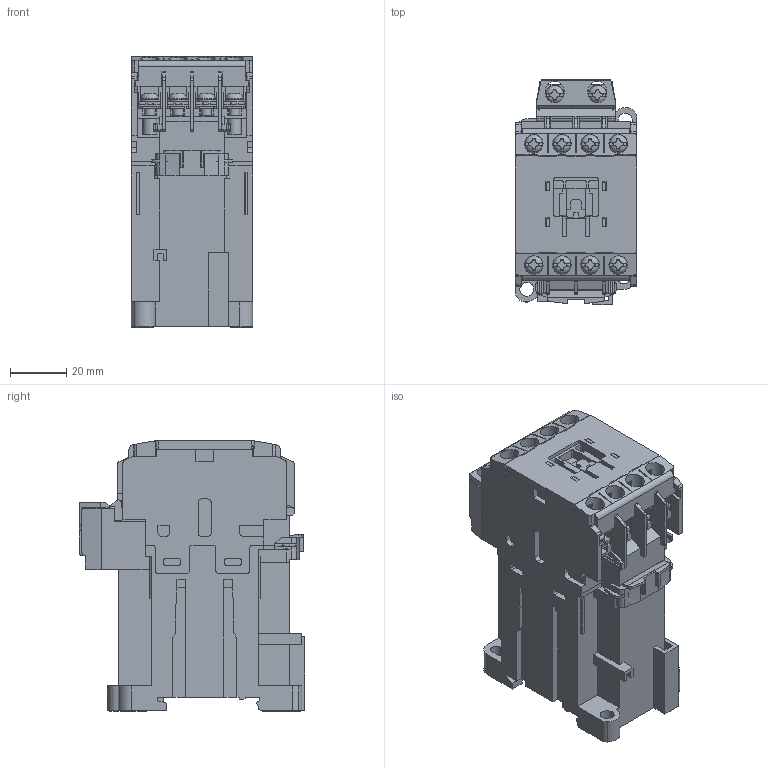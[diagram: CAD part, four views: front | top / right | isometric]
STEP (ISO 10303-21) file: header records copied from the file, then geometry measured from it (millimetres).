
FILE_DESCRIPTION (( 'STEP AP214' ), '1' );
FILE_NAME ('SC09XG.step', '2023-07-06T04:48:51', ( '' ), ( '' ), 'SwSTEP 2.0', 'SolidWorks 2022', '' );
FILE_SCHEMA (( 'AUTOMOTIVE_DESIGN' ));
Length unit declared in the file: millimetre
Products named in the file (12): SC09-18X_bottom cover; SC09-18X Aux copper band; SC09-18X Main copper band; SC09-18X_main terminal cover; Springwasher_M3P5; Screw_M3.5_L10; Screw M3P5_L10^SC09XG; SC09XG; SC09-18X Coil plate band; SC09-18XG_body; Plate_M3P5_7P6; SC09-18X_coil terminal cover
Assembly tree (24 placements, depth 3):
  SC09XG
    SC09-18XG_body
    SC09-18X_bottom cover
    SC09-18X_coil terminal cover
    SC09-18X_main terminal cover  x2
    SC09-18X Main copper band  x3
    SC09-18X Aux copper band
    Screw M3P5_L10^SC09XG  x10
      Screw_M3.5_L10
      Plate_M3P5_7P6
      Springwasher_M3P5
    SC09-18X Coil plate band  x2
Bounding box: 43 x 80 x 96 mm (x, y, z)
Volume: 204156.4 mm3; surface area: 68307 mm2
Topology: 45 solids, 45 shells, 2603 faces, 7365 edges, 4873 vertices
Faces by surface type: plane 2222, cylinder 347, cone 20, torus 10, bspline 4
Full cylindrical faces by diameter (mm): 1.6 x1, 3 x10, 3.5 x30, 3.8 x8, 4.942 x1, 5.049 x1, 6.6 x8, 7.742 x1, 7.849 x1
Entity records: 52697 total; most frequent: CARTESIAN_POINT 9178, ORIENTED_EDGE 8730, DIRECTION 7998, EDGE_CURVE 4365, LINE 3762, VECTOR 3762, VERTEX_POINT 2910, AXIS2_PLACEMENT_3D 2118
